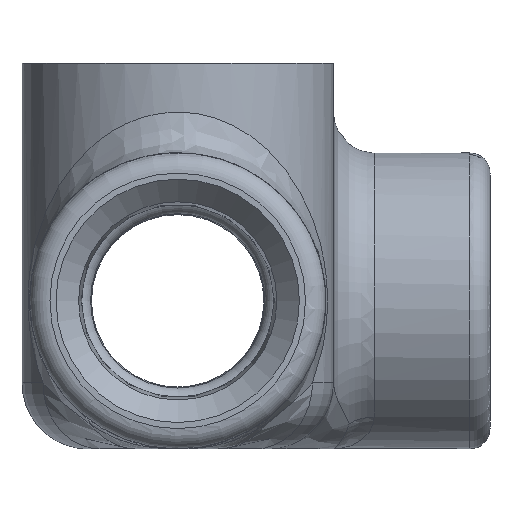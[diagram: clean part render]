
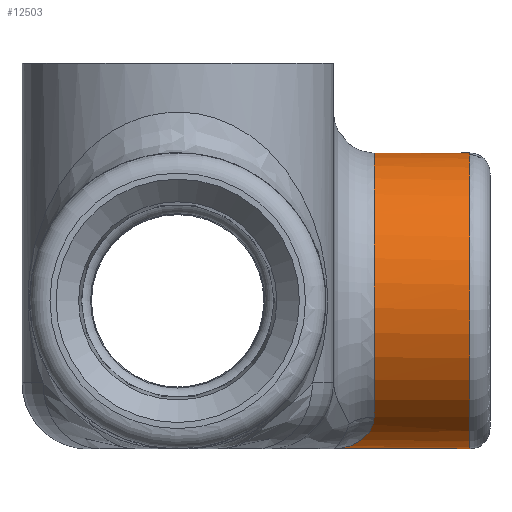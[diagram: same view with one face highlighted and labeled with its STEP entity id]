
A CAD part, left-side view. The second image highlights one B-rep face of the part: STEP entity #12503.
In plain terms, the highlighted cylindrical face has radius 22.225 mm (diameter 44.45 mm), a full revolution.
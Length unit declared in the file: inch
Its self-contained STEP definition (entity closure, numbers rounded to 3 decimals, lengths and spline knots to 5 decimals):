
#2907=B_SPLINE_CURVE_WITH_KNOTS('',3,(#16803,#16804,#16805,#16806,#16807,
#16808,#16809,#16810,#16811,#16812,#16813,#16814),.UNSPECIFIED.,.F.,.F.,
(4,1,1,1,1,1,1,2,4),(4.30057,4.70022,4.90005,
5.09987,5.2997,5.49952,5.89917,6.29882,
6.30126),.UNSPECIFIED.);
#2916=B_SPLINE_CURVE_WITH_KNOTS('',3,(#17163,#17164,#17165,#17166,#17167,
#17168,#17169,#17170,#17171,#17172),.UNSPECIFIED.,.F.,.F.,(4,2,1,1,1,1,
4),(-0.00244,0.,0.39965,0.7993,1.19895,
1.5986,1.99825),.UNSPECIFIED.);
#3527=FACE_BOUND('',#4357,.T.);
#3665=FACE_OUTER_BOUND('',#4356,.T.);
#4356=EDGE_LOOP('',(#8346,#8347,#8348));
#4357=EDGE_LOOP('',(#8349));
#5140=CIRCLE('',#13211,0.875);
#5153=CIRCLE('',#13230,0.875);
#5275=VERTEX_POINT('',#16800);
#5276=VERTEX_POINT('',#16802);
#5284=VERTEX_POINT('',#16860);
#5297=VERTEX_POINT('',#18141);
#6470=EDGE_CURVE('',#5275,#5276,#2907,.T.);
#6481=EDGE_CURVE('',#5284,#5275,#5140,.T.);
#6496=EDGE_CURVE('',#5276,#5284,#2916,.T.);
#6512=EDGE_CURVE('',#5297,#5297,#5153,.T.);
#8346=ORIENTED_EDGE('',*,*,#6470,.F.);
#8347=ORIENTED_EDGE('',*,*,#6481,.F.);
#8348=ORIENTED_EDGE('',*,*,#6496,.F.);
#8349=ORIENTED_EDGE('',*,*,#6512,.F.);
#11750=CYLINDRICAL_SURFACE('',#13231,0.875);
#12503=ADVANCED_FACE('',(#3665,#3527),#11750,.T.);
#13211=AXIS2_PLACEMENT_3D('',#16862,#13860,#13861);
#13230=AXIS2_PLACEMENT_3D('',#18142,#13904,#13905);
#13231=AXIS2_PLACEMENT_3D('',#18143,#13906,#13907);
#13860=DIRECTION('center_axis',(0.,1.,0.));
#13861=DIRECTION('ref_axis',(0.,0.,1.));
#13904=DIRECTION('center_axis',(0.,-1.,0.));
#13905=DIRECTION('ref_axis',(-1.,0.,0.));
#13906=DIRECTION('center_axis',(0.,1.,0.));
#13907=DIRECTION('ref_axis',(-1.,0.,0.));
#16800=CARTESIAN_POINT('',(0.54233,-1.16,-0.95166));
#16802=CARTESIAN_POINT('',(0.,-0.92,-1.14));
#16803=CARTESIAN_POINT('Ctrl Pts',(0.54233,-1.16,-0.95166));
#16804=CARTESIAN_POINT('Ctrl Pts',(0.51003,-1.16,-0.97717));
#16805=CARTESIAN_POINT('Ctrl Pts',(0.45896,-1.15031,
-1.01189));
#16806=CARTESIAN_POINT('Ctrl Pts',(0.38828,-1.12604,
-1.04988));
#16807=CARTESIAN_POINT('Ctrl Pts',(0.33434,-1.10341,
-1.07431));
#16808=CARTESIAN_POINT('Ctrl Pts',(0.27958,-1.07736,
-1.09481));
#16809=CARTESIAN_POINT('Ctrl Pts',(0.20571,-1.03907,
-1.11698));
#16810=CARTESIAN_POINT('Ctrl Pts',(0.11295,-0.98677,
-1.13511));
#16811=CARTESIAN_POINT('Ctrl Pts',(0.03802,-0.94248,
-1.13997));
#16812=CARTESIAN_POINT('Ctrl Pts',(0.00046,-0.92027,
-1.14));
#16813=CARTESIAN_POINT('Ctrl Pts',(0.00023,-0.92013,
-1.14));
#16814=CARTESIAN_POINT('Ctrl Pts',(0.,-0.92,-1.14));
#16860=CARTESIAN_POINT('',(-0.54233,-1.16,-0.95166));
#16862=CARTESIAN_POINT('Origin',(0.,-1.16,-0.265));
#17163=CARTESIAN_POINT('Ctrl Pts',(0.,-0.92,-1.14));
#17164=CARTESIAN_POINT('Ctrl Pts',(-0.00023,-0.92013,
-1.14));
#17165=CARTESIAN_POINT('Ctrl Pts',(-0.00046,-0.92027,
-1.14));
#17166=CARTESIAN_POINT('Ctrl Pts',(-0.03802,-0.94248,
-1.13997));
#17167=CARTESIAN_POINT('Ctrl Pts',(-0.11292,-0.98675,
-1.13512));
#17168=CARTESIAN_POINT('Ctrl Pts',(-0.2243,-1.04955,
-1.11335));
#17169=CARTESIAN_POINT('Ctrl Pts',(-0.33473,-1.10509,
-1.07629));
#17170=CARTESIAN_POINT('Ctrl Pts',(-0.4419,-1.14705,
-1.02346));
#17171=CARTESIAN_POINT('Ctrl Pts',(-0.51003,-1.16,-0.97717));
#17172=CARTESIAN_POINT('Ctrl Pts',(-0.54233,-1.16,-0.95166));
#18141=CARTESIAN_POINT('',(0.875,-1.725,-0.265));
#18142=CARTESIAN_POINT('Origin',(0.,-1.725,-0.265));
#18143=CARTESIAN_POINT('Origin',(0.,-1.845,-0.265));
